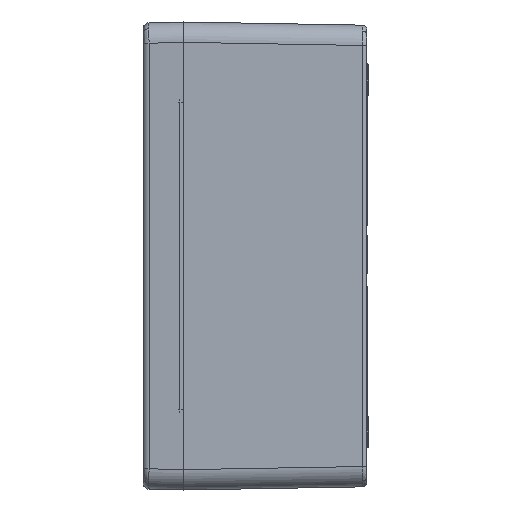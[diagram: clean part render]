
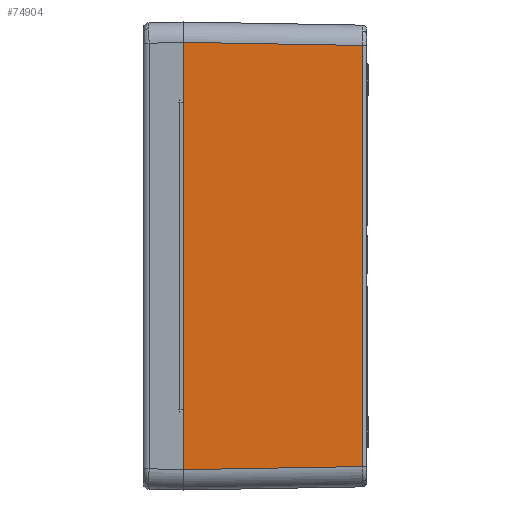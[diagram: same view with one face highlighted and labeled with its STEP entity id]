
A CAD part, left-side view. The second image highlights one B-rep face of the part: STEP entity #74904.
In plain terms, the highlighted planar face has unit normal (-1, -0.018, 0).
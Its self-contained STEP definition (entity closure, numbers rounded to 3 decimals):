
#66040 = CARTESIAN_POINT ( 'NONE',  ( -298.463, -88.035, 103.465 ) ) ;
#69066 = DIRECTION ( 'NONE',  ( 0., 0., 1. ) ) ;
#69067 = VECTOR ( 'NONE', #69066, 1000. ) ;
#69068 = CARTESIAN_POINT ( 'NONE',  ( -298.463, -88.035, 103.431 ) ) ;
#69069 = LINE ( 'NONE', #69068, #69067 ) ;
#69071 = DIRECTION ( 'NONE',  ( 0.017, -1., 0.017 ) ) ;
#69072 = VECTOR ( 'NONE', #69071, 1000. ) ;
#69073 = CARTESIAN_POINT ( 'NONE',  ( -300.003, 0.174, -105.005 ) ) ;
#69074 = LINE ( 'NONE', #69073, #69072 ) ;
#69075 = CARTESIAN_POINT ( 'NONE',  ( -298.463, -88.035, -103.465 ) ) ;
#69076 = CARTESIAN_POINT ( 'NONE',  ( -300., 0., -105.002 ) ) ;
#69129 = CARTESIAN_POINT ( 'NONE',  ( -300., 0., 105.002 ) ) ;
#69161 = DIRECTION ( 'NONE',  ( -0.017, 1., 0.017 ) ) ;
#69162 = VECTOR ( 'NONE', #69161, 1000. ) ;
#69163 = CARTESIAN_POINT ( 'NONE',  ( -299.933, -3.838, 104.935 ) ) ;
#69164 = LINE ( 'NONE', #69163, #69162 ) ;
#69416 = DIRECTION ( 'NONE',  ( 0.017, -1., 0. ) ) ;
#69417 = DIRECTION ( 'NONE',  ( -1., -0.017, 0. ) ) ;
#69418 = CARTESIAN_POINT ( 'NONE',  ( -300., 0., -115. ) ) ;
#69419 = AXIS2_PLACEMENT_3D ( 'NONE', #69418, #69417, #69416 ) ;
#69421 = PLANE ( 'NONE',  #69419 ) ;
#69422 = FACE_OUTER_BOUND ( 'NONE', #74888, .T. ) ;
#70294 = DIRECTION ( 'NONE',  ( 0., 0., 1. ) ) ;
#70295 = VECTOR ( 'NONE', #70294, 1000. ) ;
#70296 = CARTESIAN_POINT ( 'NONE',  ( -300., 0., -115. ) ) ;
#70297 = LINE ( 'NONE', #70296, #70295 ) ;
#73988 = VERTEX_POINT ( 'NONE', #66040 ) ;
#74881 = VERTEX_POINT ( 'NONE', #69129 ) ;
#74882 = VERTEX_POINT ( 'NONE', #69076 ) ;
#74886 = VERTEX_POINT ( 'NONE', #69075 ) ;
#74887 = ORIENTED_EDGE ( 'NONE', *, *, #74889, .T. ) ;
#74888 = EDGE_LOOP ( 'NONE', ( #74887, #74897, #74895, #74992 ) ) ;
#74889 = EDGE_CURVE ( 'NONE', #74882, #74886, #69074, .T. ) ;
#74890 = EDGE_CURVE ( 'NONE', #74886, #73988, #69069, .T. ) ;
#74895 = ORIENTED_EDGE ( 'NONE', *, *, #74898, .T. ) ;
#74897 = ORIENTED_EDGE ( 'NONE', *, *, #74890, .T. ) ;
#74898 = EDGE_CURVE ( 'NONE', #73988, #74881, #69164, .T. ) ;
#74904 = ADVANCED_FACE ( 'NONE', ( #69422 ), #69421, .T. ) ;
#74992 = ORIENTED_EDGE ( 'NONE', *, *, #75053, .F. ) ;
#75053 = EDGE_CURVE ( 'NONE', #74882, #74881, #70297, .T. ) ;
